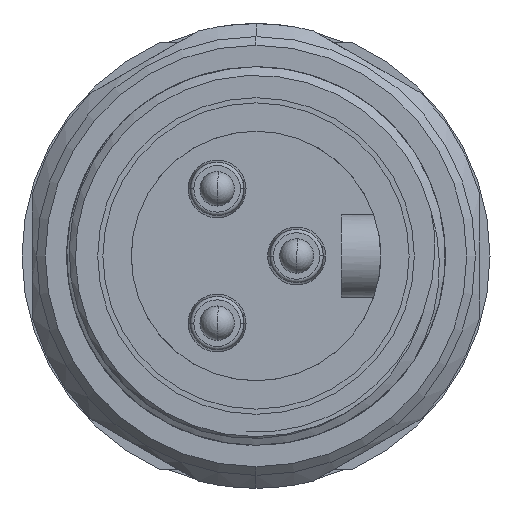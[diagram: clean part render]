
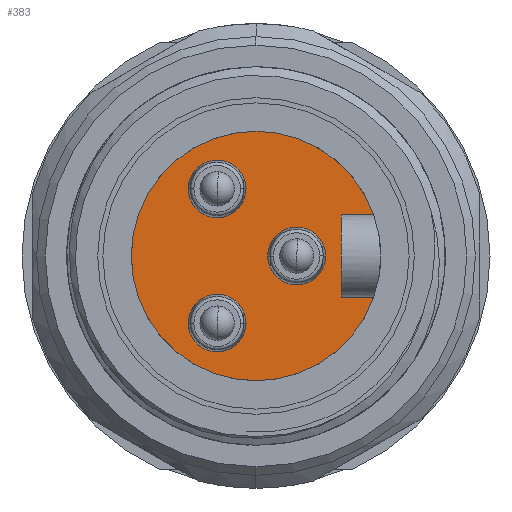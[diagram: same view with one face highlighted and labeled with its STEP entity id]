
A CAD part, left-side view. The second image highlights one B-rep face of the part: STEP entity #383.
In plain terms, the highlighted planar face has unit normal (-1, 0, 0).
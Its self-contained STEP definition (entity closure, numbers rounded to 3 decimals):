
#131=PLANE('',#2359);
#254=FACE_BOUND('',#681,.T.);
#255=FACE_BOUND('',#682,.T.);
#256=FACE_BOUND('',#683,.T.);
#257=FACE_BOUND('',#684,.T.);
#383=ADVANCED_FACE('',(#254,#255,#256,#257),#131,.T.);
#681=EDGE_LOOP('',(#1246,#1247,#1248,#1249,#1250));
#682=EDGE_LOOP('',(#1251,#1252));
#683=EDGE_LOOP('',(#1253,#1254));
#684=EDGE_LOOP('',(#1255,#1256));
#812=CIRCLE('',#2340,1.679);
#813=CIRCLE('',#2342,1.679);
#814=CIRCLE('',#2344,1.679);
#815=CIRCLE('',#2346,1.679);
#816=CIRCLE('',#2348,1.679);
#817=CIRCLE('',#2350,1.679);
#819=CIRCLE('',#2357,7.25);
#820=CIRCLE('',#2358,7.25);
#1246=ORIENTED_EDGE('',*,*,#1890,.F.);
#1247=ORIENTED_EDGE('',*,*,#1891,.T.);
#1248=ORIENTED_EDGE('',*,*,#1892,.T.);
#1249=ORIENTED_EDGE('',*,*,#1883,.F.);
#1250=ORIENTED_EDGE('',*,*,#1880,.F.);
#1251=ORIENTED_EDGE('',*,*,#1878,.F.);
#1252=ORIENTED_EDGE('',*,*,#1876,.F.);
#1253=ORIENTED_EDGE('',*,*,#1874,.F.);
#1254=ORIENTED_EDGE('',*,*,#1872,.F.);
#1255=ORIENTED_EDGE('',*,*,#1870,.F.);
#1256=ORIENTED_EDGE('',*,*,#1868,.F.);
#1604=VERTEX_POINT('',#4726);
#1605=VERTEX_POINT('',#4728);
#1606=VERTEX_POINT('',#4734);
#1607=VERTEX_POINT('',#4736);
#1608=VERTEX_POINT('',#4742);
#1609=VERTEX_POINT('',#4744);
#1611=VERTEX_POINT('',#4751);
#1612=VERTEX_POINT('',#4753);
#1614=VERTEX_POINT('',#4759);
#1618=VERTEX_POINT('',#4801);
#1619=VERTEX_POINT('',#4805);
#1868=EDGE_CURVE('',#1604,#1605,#812,.T.);
#1870=EDGE_CURVE('',#1605,#1604,#813,.T.);
#1872=EDGE_CURVE('',#1606,#1607,#814,.T.);
#1874=EDGE_CURVE('',#1607,#1606,#815,.T.);
#1876=EDGE_CURVE('',#1608,#1609,#816,.T.);
#1878=EDGE_CURVE('',#1609,#1608,#817,.T.);
#1880=EDGE_CURVE('',#1611,#1612,#2058,.T.);
#1883=EDGE_CURVE('',#1612,#1614,#2060,.T.);
#1890=EDGE_CURVE('',#1618,#1611,#2065,.T.);
#1891=EDGE_CURVE('',#1618,#1619,#819,.T.);
#1892=EDGE_CURVE('',#1619,#1614,#820,.T.);
#2058=LINE('',#4752,#2157);
#2060=LINE('',#4758,#2159);
#2065=LINE('',#4802,#2164);
#2157=VECTOR('',#2802,1.);
#2159=VECTOR('',#2808,1.);
#2164=VECTOR('',#2817,1.);
#2340=AXIS2_PLACEMENT_3D('',#4727,#2772,#2773);
#2342=AXIS2_PLACEMENT_3D('',#4731,#2777,#2778);
#2344=AXIS2_PLACEMENT_3D('',#4735,#2782,#2783);
#2346=AXIS2_PLACEMENT_3D('',#4739,#2787,#2788);
#2348=AXIS2_PLACEMENT_3D('',#4743,#2792,#2793);
#2350=AXIS2_PLACEMENT_3D('',#4747,#2797,#2798);
#2357=AXIS2_PLACEMENT_3D('',#4804,#2820,#2821);
#2358=AXIS2_PLACEMENT_3D('',#4806,#2822,#2823);
#2359=AXIS2_PLACEMENT_3D('',#4807,#2824,#2825);
#2772=DIRECTION('',(-1.,0.,0.));
#2773=DIRECTION('',(0.,0.,1.));
#2777=DIRECTION('',(-1.,0.,0.));
#2778=DIRECTION('',(0.,0.,1.));
#2782=DIRECTION('',(-1.,0.,0.));
#2783=DIRECTION('',(0.,0.,1.));
#2787=DIRECTION('',(-1.,0.,0.));
#2788=DIRECTION('',(0.,0.,1.));
#2792=DIRECTION('',(-1.,0.,0.));
#2793=DIRECTION('',(0.,0.,1.));
#2797=DIRECTION('',(-1.,0.,0.));
#2798=DIRECTION('',(0.,0.,1.));
#2802=DIRECTION('',(0.,0.,-1.));
#2808=DIRECTION('',(0.,-1.,0.));
#2817=DIRECTION('',(0.,1.,0.));
#2820=DIRECTION('',(-1.,0.,0.));
#2821=DIRECTION('',(0.,0.,1.));
#2822=DIRECTION('',(-1.,0.,0.));
#2823=DIRECTION('',(0.,0.,1.));
#2824=DIRECTION('',(-1.,0.,0.));
#2825=DIRECTION('',(0.,0.,1.));
#4726=CARTESIAN_POINT('',(-66.8,0.581,3.9));
#4727=CARTESIAN_POINT('',(-66.8,2.26,3.9));
#4728=CARTESIAN_POINT('',(-66.8,3.939,3.9));
#4731=CARTESIAN_POINT('',(-66.8,2.26,3.9));
#4734=CARTESIAN_POINT('',(-66.8,-0.681,0.));
#4735=CARTESIAN_POINT('',(-66.8,-2.36,0.));
#4736=CARTESIAN_POINT('',(-66.8,-4.039,0.));
#4739=CARTESIAN_POINT('',(-66.8,-2.36,0.));
#4742=CARTESIAN_POINT('',(-66.8,0.581,-3.9));
#4743=CARTESIAN_POINT('',(-66.8,2.26,-3.9));
#4744=CARTESIAN_POINT('',(-66.8,3.939,-3.9));
#4747=CARTESIAN_POINT('',(-66.8,2.26,-3.9));
#4751=CARTESIAN_POINT('',(-66.8,-4.95,2.4));
#4752=CARTESIAN_POINT('',(-66.8,-4.95,0.));
#4753=CARTESIAN_POINT('',(-66.8,-4.95,-2.4));
#4758=CARTESIAN_POINT('',(-66.8,0.,-2.4));
#4759=CARTESIAN_POINT('',(-66.8,-6.841,-2.4));
#4801=CARTESIAN_POINT('',(-66.8,-6.841,2.4));
#4802=CARTESIAN_POINT('',(-66.8,0.,2.4));
#4804=CARTESIAN_POINT('',(-66.8,0.,0.));
#4805=CARTESIAN_POINT('',(-66.8,0.,7.25));
#4806=CARTESIAN_POINT('',(-66.8,0.,0.));
#4807=CARTESIAN_POINT('',(-66.8,0.,0.));
